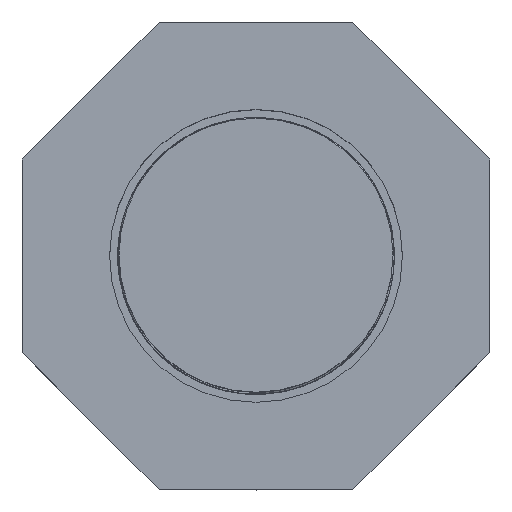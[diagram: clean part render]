
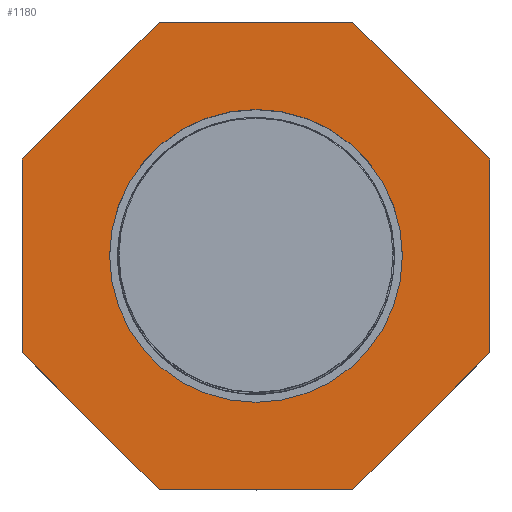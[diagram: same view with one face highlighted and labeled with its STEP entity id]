
A CAD part, top view. The second image highlights one B-rep face of the part: STEP entity #1180.
In plain terms, the highlighted planar face has unit normal (0, 0, 1).
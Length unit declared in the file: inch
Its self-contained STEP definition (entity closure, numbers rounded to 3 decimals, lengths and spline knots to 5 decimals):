
#64=FACE_BOUND('',#199,.T.);
#86=PLANE('',#1273);
#124=FACE_OUTER_BOUND('',#198,.T.);
#198=EDGE_LOOP('',(#826,#827,#828,#829,#830,#831,#832,#833));
#199=EDGE_LOOP('',(#834));
#278=LINE('',#1720,#367);
#282=LINE('',#1728,#371);
#285=LINE('',#1734,#374);
#288=LINE('',#1740,#377);
#291=LINE('',#1746,#380);
#294=LINE('',#1752,#383);
#297=LINE('',#1758,#386);
#300=LINE('',#1763,#389);
#367=VECTOR('',#1392,0.3937);
#371=VECTOR('',#1398,0.3937);
#374=VECTOR('',#1403,0.3937);
#377=VECTOR('',#1408,0.3937);
#380=VECTOR('',#1413,0.3937);
#383=VECTOR('',#1418,0.3937);
#386=VECTOR('',#1423,0.3937);
#389=VECTOR('',#1428,0.3937);
#456=CIRCLE('',#1264,0.12323);
#503=VERTEX_POINT('',#1714);
#504=VERTEX_POINT('',#1718);
#505=VERTEX_POINT('',#1719);
#508=VERTEX_POINT('',#1727);
#510=VERTEX_POINT('',#1733);
#512=VERTEX_POINT('',#1739);
#514=VERTEX_POINT('',#1745);
#516=VERTEX_POINT('',#1751);
#518=VERTEX_POINT('',#1757);
#618=EDGE_CURVE('',#503,#503,#456,.T.);
#619=EDGE_CURVE('',#504,#505,#278,.T.);
#623=EDGE_CURVE('',#508,#504,#282,.T.);
#626=EDGE_CURVE('',#510,#508,#285,.T.);
#629=EDGE_CURVE('',#512,#510,#288,.T.);
#632=EDGE_CURVE('',#514,#512,#291,.T.);
#635=EDGE_CURVE('',#516,#514,#294,.T.);
#638=EDGE_CURVE('',#518,#516,#297,.T.);
#641=EDGE_CURVE('',#505,#518,#300,.T.);
#826=ORIENTED_EDGE('',*,*,#641,.F.);
#827=ORIENTED_EDGE('',*,*,#619,.F.);
#828=ORIENTED_EDGE('',*,*,#623,.F.);
#829=ORIENTED_EDGE('',*,*,#626,.F.);
#830=ORIENTED_EDGE('',*,*,#629,.F.);
#831=ORIENTED_EDGE('',*,*,#632,.F.);
#832=ORIENTED_EDGE('',*,*,#635,.F.);
#833=ORIENTED_EDGE('',*,*,#638,.F.);
#834=ORIENTED_EDGE('',*,*,#618,.F.);
#1180=ADVANCED_FACE('',(#124,#64),#86,.T.);
#1264=AXIS2_PLACEMENT_3D('',#1716,#1388,#1389);
#1273=AXIS2_PLACEMENT_3D('',#1765,#1430,#1431);
#1388=DIRECTION('center_axis',(0.,0.,1.));
#1389=DIRECTION('ref_axis',(1.,0.,0.));
#1392=DIRECTION('',(0.707,0.707,0.));
#1398=DIRECTION('',(0.,1.,0.));
#1403=DIRECTION('',(-0.707,0.707,0.));
#1408=DIRECTION('',(-1.,0.,0.));
#1413=DIRECTION('',(-0.707,-0.707,0.));
#1418=DIRECTION('',(0.,-1.,0.));
#1423=DIRECTION('',(0.707,-0.707,0.));
#1428=DIRECTION('',(1.,0.,0.));
#1430=DIRECTION('center_axis',(0.,0.,1.));
#1431=DIRECTION('ref_axis',(1.,0.,0.));
#1714=CARTESIAN_POINT('',(-0.32008,0.19685,0.14776));
#1716=CARTESIAN_POINT('Origin',(-0.19685,0.19685,0.14776));
#1718=CARTESIAN_POINT('',(-0.3937,0.27839,0.14776));
#1719=CARTESIAN_POINT('',(-0.27839,0.3937,0.14776));
#1720=CARTESIAN_POINT('',(-0.3937,0.27839,0.14776));
#1727=CARTESIAN_POINT('',(-0.3937,0.11531,0.14776));
#1728=CARTESIAN_POINT('',(-0.3937,0.11531,0.14776));
#1733=CARTESIAN_POINT('',(-0.27839,0.,0.14776));
#1734=CARTESIAN_POINT('',(-0.27839,0.,0.14776));
#1739=CARTESIAN_POINT('',(-0.11531,0.,0.14776));
#1740=CARTESIAN_POINT('',(-0.11531,0.,0.14776));
#1745=CARTESIAN_POINT('',(0.,0.11531,0.14776));
#1746=CARTESIAN_POINT('',(0.,0.11531,0.14776));
#1751=CARTESIAN_POINT('',(0.,0.27839,0.14776));
#1752=CARTESIAN_POINT('',(0.,0.27839,0.14776));
#1757=CARTESIAN_POINT('',(-0.11531,0.3937,0.14776));
#1758=CARTESIAN_POINT('',(-0.11531,0.3937,0.14776));
#1763=CARTESIAN_POINT('',(-0.27839,0.3937,0.14776));
#1765=CARTESIAN_POINT('Origin',(-0.19685,0.19685,0.14776));
